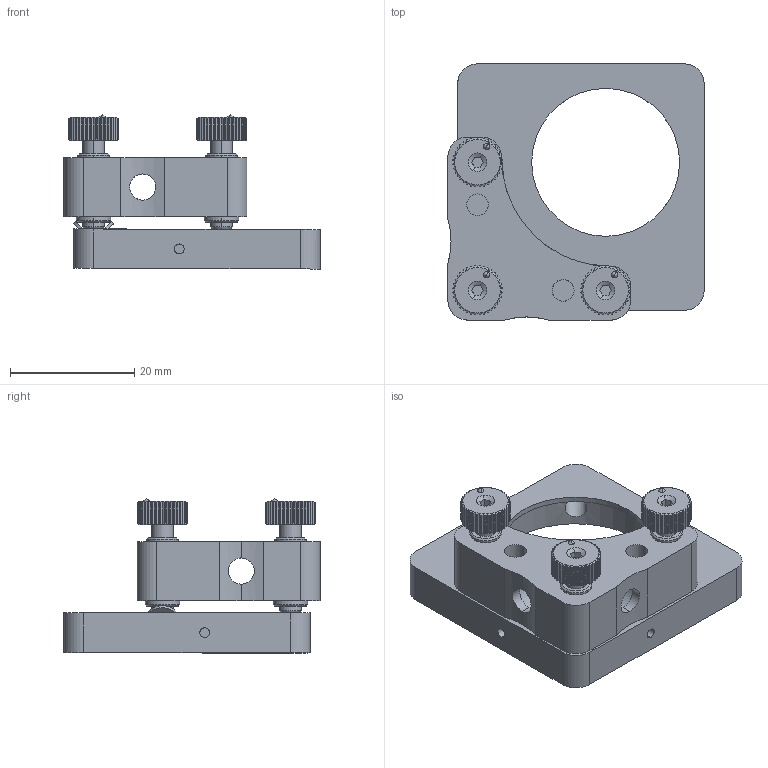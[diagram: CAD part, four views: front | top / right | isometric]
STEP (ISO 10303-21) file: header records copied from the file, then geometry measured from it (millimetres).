
FILE_DESCRIPTION((''),'2;1');
FILE_NAME('9884','2022-08-30T16:27:26',('Administrator'),(''),'CREO PARAMETRIC BY PTC INC, 2019292','CREO PARAMETRIC BY PTC INC, 2019292','');
FILE_SCHEMA(('AUTOMOTIVE_DESIGN { 1 0 10303 214 1 1 1 1 }'));
Length unit declared in the file: inch
Products named in the file (1): 9884
Bounding box: 41.27 x 41.28 x 24.81 mm (x, y, z)
Volume: 10439.2 mm3; surface area: 8244.1 mm2
Topology: 1 solids, 2 shells, 971 faces, 2826 edges, 1893 vertices
Faces by surface type: plane 540, cylinder 370, cone 48, revolution 6, torus 6, sphere 1
Entity records: 43308 total; most frequent: CARTESIAN_POINT 11005, ORIENTED_EDGE 5636, DIRECTION 3848, PRESENTATION_STYLE_ASSIGNMENT 2819, STYLED_ITEM 2819, CURVE_STYLE 2818, EDGE_CURVE 2818, VERTEX_POINT 1893
